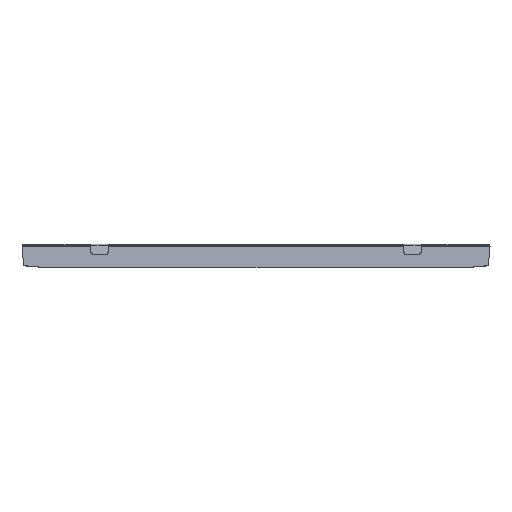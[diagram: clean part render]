
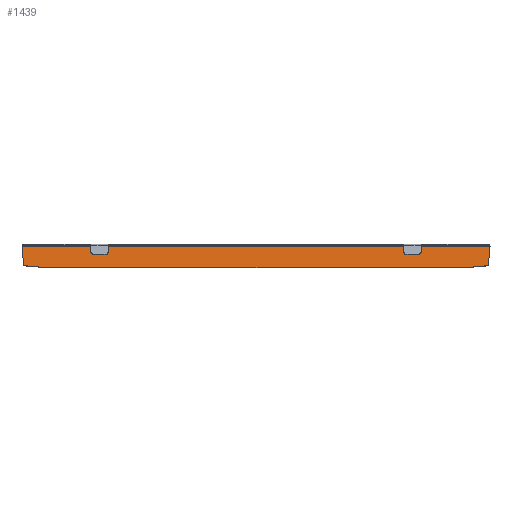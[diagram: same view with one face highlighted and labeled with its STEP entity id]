
A CAD part, front view. The second image highlights one B-rep face of the part: STEP entity #1439.
In plain terms, the highlighted planar face has unit normal (0, -0.996, 0.087).
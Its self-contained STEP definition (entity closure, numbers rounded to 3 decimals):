
#17 = LINE ( 'NONE', #575, #1205 ) ;
#45 = LINE ( 'NONE', #486, #2432 ) ;
#125 = DIRECTION ( 'NONE',  ( 0.996, -0.008, -0.087 ) ) ;
#139 = EDGE_CURVE ( 'NONE', #1628, #1116, #1392, .T. ) ;
#219 = DIRECTION ( 'NONE',  ( 0.087, -0.087, -0.992 ) ) ;
#223 = ORIENTED_EDGE ( 'NONE', *, *, #1406, .T. ) ;
#241 = DIRECTION ( 'NONE',  ( 0., -0.996, 0.087 ) ) ;
#251 = DIRECTION ( 'NONE',  ( 0., -0.996, 0.087 ) ) ;
#350 = EDGE_LOOP ( 'NONE', ( #223, #2138, #1031, #1412, #364, #1793, #1976, #2177, #1933, #705 ) ) ;
#361 = EDGE_CURVE ( 'NONE', #1296, #1780, #1598, .T. ) ;
#364 = ORIENTED_EDGE ( 'NONE', *, *, #1582, .F. ) ;
#406 = CARTESIAN_POINT ( 'NONE',  ( -295.078, 10.561, -25.528 ) ) ;
#411 = DIRECTION ( 'NONE',  ( 0., -0.996, 0.087 ) ) ;
#442 = DIRECTION ( 'NONE',  ( 0., -0.087, -0.996 ) ) ;
#466 = CARTESIAN_POINT ( 'NONE',  ( -269.187, 10.189, -29.784 ) ) ;
#486 = CARTESIAN_POINT ( 'NONE',  ( 296.965, 10.441, -26.898 ) ) ;
#512 = DIRECTION ( 'NONE',  ( 0., -0.996, 0.087 ) ) ;
#551 = VERTEX_POINT ( 'NONE', #466 ) ;
#575 = CARTESIAN_POINT ( 'NONE',  ( -296.965, 10.441, -26.898 ) ) ;
#582 = DIRECTION ( 'NONE',  ( 0., -0.087, -0.996 ) ) ;
#617 = DIRECTION ( 'NONE',  ( -1., 0., 0. ) ) ;
#638 = CARTESIAN_POINT ( 'NONE',  ( -299.1, 10.188, -29.792 ) ) ;
#668 = DIRECTION ( 'NONE',  ( -0.087, -0.087, -0.992 ) ) ;
#694 = CARTESIAN_POINT ( 'NONE',  ( -295.252, 10.387, -27.513 ) ) ;
#705 = ORIENTED_EDGE ( 'NONE', *, *, #1708, .F. ) ;
#706 = CARTESIAN_POINT ( 'NONE',  ( 295.078, 10.561, -25.528 ) ) ;
#716 = VECTOR ( 'NONE', #125, 1000. ) ;
#728 = CIRCLE ( 'NONE', #2387, 2. ) ;
#751 = DIRECTION ( 'NONE',  ( 0., -0.087, -0.996 ) ) ;
#796 = LINE ( 'NONE', #2398, #716 ) ;
#810 = CARTESIAN_POINT ( 'NONE',  ( -269.013, 10.188, -29.792 ) ) ;
#939 = VERTEX_POINT ( 'NONE', #810 ) ;
#969 = FACE_OUTER_BOUND ( 'NONE', #350, .T. ) ;
#1003 = AXIS2_PLACEMENT_3D ( 'NONE', #706, #2187, #1473 ) ;
#1031 = ORIENTED_EDGE ( 'NONE', *, *, #2372, .T. ) ;
#1052 = LINE ( 'NONE', #2022, #1500 ) ;
#1068 = CARTESIAN_POINT ( 'NONE',  ( 297.07, 10.546, -25.701 ) ) ;
#1116 = VERTEX_POINT ( 'NONE', #1068 ) ;
#1205 = VECTOR ( 'NONE', #219, 1000. ) ;
#1251 = CARTESIAN_POINT ( 'NONE',  ( 269.013, 10.362, -27.8 ) ) ;
#1283 = EDGE_CURVE ( 'NONE', #1628, #1810, #1052, .T. ) ;
#1295 = VECTOR ( 'NONE', #1951, 1000. ) ;
#1296 = VERTEX_POINT ( 'NONE', #1675 ) ;
#1378 = VERTEX_POINT ( 'NONE', #2263 ) ;
#1392 = CIRCLE ( 'NONE', #1003, 2. ) ;
#1406 = EDGE_CURVE ( 'NONE', #1601, #1296, #17, .T. ) ;
#1412 = ORIENTED_EDGE ( 'NONE', *, *, #1487, .T. ) ;
#1439 = ADVANCED_FACE ( 'NONE', ( #969 ), #1540, .T. ) ;
#1473 = DIRECTION ( 'NONE',  ( 0., -0.087, -0.996 ) ) ;
#1487 = EDGE_CURVE ( 'NONE', #551, #939, #2135, .T. ) ;
#1500 = VECTOR ( 'NONE', #2425, 1000. ) ;
#1540 = PLANE ( 'NONE',  #1982 ) ;
#1546 = CARTESIAN_POINT ( 'NONE',  ( 299.1, 12.568, -2.587 ) ) ;
#1582 = EDGE_CURVE ( 'NONE', #1378, #939, #2336, .T. ) ;
#1595 = CARTESIAN_POINT ( 'NONE',  ( 295.252, 10.387, -27.513 ) ) ;
#1598 = CIRCLE ( 'NONE', #1999, 2. ) ;
#1601 = VERTEX_POINT ( 'NONE', #2299 ) ;
#1604 = CARTESIAN_POINT ( 'NONE',  ( -299.1, 12.568, -2.587 ) ) ;
#1628 = VERTEX_POINT ( 'NONE', #1595 ) ;
#1641 = CARTESIAN_POINT ( 'NONE',  ( 269.187, 10.189, -29.784 ) ) ;
#1649 = AXIS2_PLACEMENT_3D ( 'NONE', #2307, #251, #442 ) ;
#1675 = CARTESIAN_POINT ( 'NONE',  ( -297.07, 10.546, -25.701 ) ) ;
#1708 = EDGE_CURVE ( 'NONE', #1601, #2119, #1868, .T. ) ;
#1742 = EDGE_CURVE ( 'NONE', #2119, #1116, #45, .T. ) ;
#1780 = VERTEX_POINT ( 'NONE', #694 ) ;
#1793 = ORIENTED_EDGE ( 'NONE', *, *, #1853, .T. ) ;
#1810 = VERTEX_POINT ( 'NONE', #1641 ) ;
#1842 = VECTOR ( 'NONE', #617, 1000. ) ;
#1853 = EDGE_CURVE ( 'NONE', #1378, #1810, #728, .T. ) ;
#1868 = LINE ( 'NONE', #1604, #1295 ) ;
#1933 = ORIENTED_EDGE ( 'NONE', *, *, #1742, .F. ) ;
#1951 = DIRECTION ( 'NONE',  ( 1., 0., 0. ) ) ;
#1976 = ORIENTED_EDGE ( 'NONE', *, *, #1283, .F. ) ;
#1982 = AXIS2_PLACEMENT_3D ( 'NONE', #2069, #411, #582 ) ;
#1999 = AXIS2_PLACEMENT_3D ( 'NONE', #406, #241, #2279 ) ;
#2022 = CARTESIAN_POINT ( 'NONE',  ( 4.552, 8.171, -52.849 ) ) ;
#2069 = CARTESIAN_POINT ( 'NONE',  ( 0., 12.706, -1.016 ) ) ;
#2119 = VERTEX_POINT ( 'NONE', #1546 ) ;
#2135 = CIRCLE ( 'NONE', #1649, 2. ) ;
#2138 = ORIENTED_EDGE ( 'NONE', *, *, #361, .T. ) ;
#2177 = ORIENTED_EDGE ( 'NONE', *, *, #139, .T. ) ;
#2187 = DIRECTION ( 'NONE',  ( 0., -0.996, 0.087 ) ) ;
#2263 = CARTESIAN_POINT ( 'NONE',  ( 269.013, 10.188, -29.792 ) ) ;
#2279 = DIRECTION ( 'NONE',  ( 0., -0.087, -0.996 ) ) ;
#2299 = CARTESIAN_POINT ( 'NONE',  ( -299.1, 12.568, -2.587 ) ) ;
#2307 = CARTESIAN_POINT ( 'NONE',  ( -269.013, 10.362, -27.8 ) ) ;
#2336 = LINE ( 'NONE', #638, #1842 ) ;
#2372 = EDGE_CURVE ( 'NONE', #1780, #551, #796, .T. ) ;
#2387 = AXIS2_PLACEMENT_3D ( 'NONE', #1251, #512, #751 ) ;
#2398 = CARTESIAN_POINT ( 'NONE',  ( -4.552, 8.171, -52.849 ) ) ;
#2425 = DIRECTION ( 'NONE',  ( -0.996, -0.008, -0.087 ) ) ;
#2432 = VECTOR ( 'NONE', #668, 1000. ) ;
